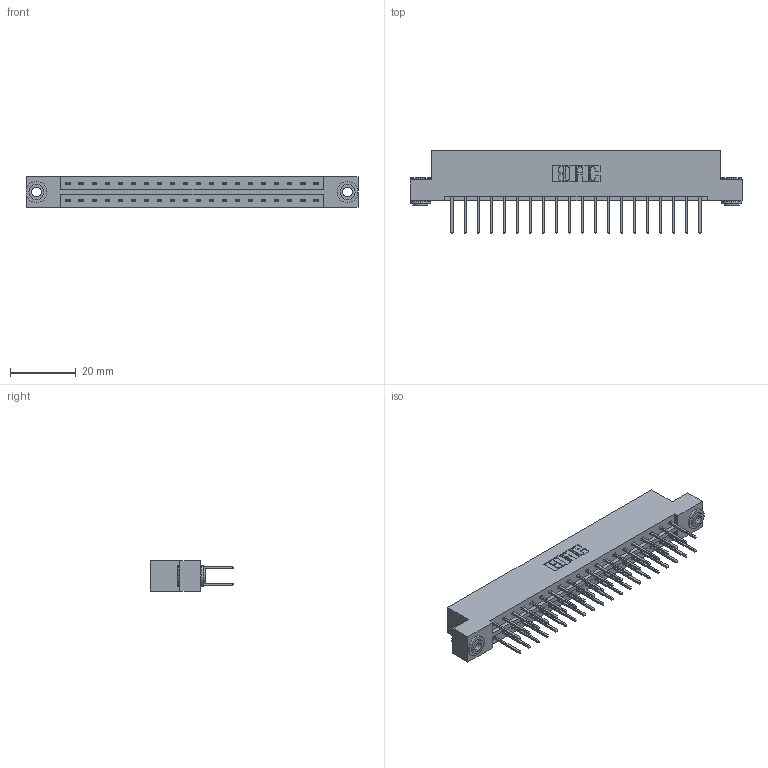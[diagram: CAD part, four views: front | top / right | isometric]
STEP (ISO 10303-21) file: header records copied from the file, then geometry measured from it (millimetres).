
FILE_DESCRIPTION (( 'STEP AP203' ), '1' );
FILE_NAME ('333-040-523-203.STEP', '2018-08-03T13:48:14', ( '' ), ( '' ), 'SwSTEP 2.0', 'SolidWorks 2016', '' );
FILE_SCHEMA (( 'CONFIG_CONTROL_DESIGN' ));
Length unit declared in the file: inch
Products named in the file (4): 333 Part_Flush - .156 Dia - TH; 345-292-001_345-293-123; 345-250-002_345-250-002-102; 333-040-523-203
Assembly tree (43 placements, depth 2):
  333-040-523-203
    333 Part_Flush - .156 Dia - TH
    345-292-001_345-293-123  x40
    345-250-002_345-250-002-102  x2
Bounding box: 100.79 x 25.15 x 9.4 mm (x, y, z)
Volume: 10185.5 mm3; surface area: 12414.3 mm2
Topology: 43 solids, 43 shells, 2232 faces, 6587 edges, 4334 vertices
Faces by surface type: plane 1520, cylinder 704, cone 8
Entity records: 16380 total; most frequent: CARTESIAN_POINT 2717, ORIENTED_EDGE 2646, DIRECTION 2393, EDGE_CURVE 1323, VECTOR 1171, LINE 1171, VERTEX_POINT 878, AXIS2_PLACEMENT_3D 611
